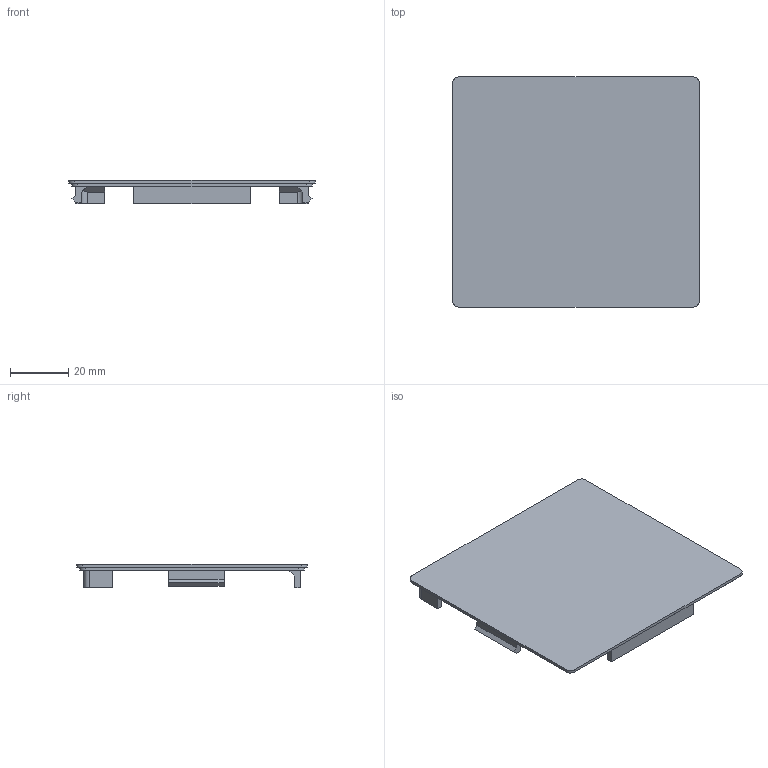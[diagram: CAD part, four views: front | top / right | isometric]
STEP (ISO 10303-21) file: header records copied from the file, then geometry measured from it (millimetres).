
FILE_DESCRIPTION(('FreeCAD Model'),'2;1');
FILE_NAME('Open CASCADE Shape Model','2024-05-15T20:23:35',(''),(''), 'Open CASCADE STEP processor 7.7','Ondsel','Unknown');
FILE_SCHEMA(('AUTOMOTIVE_DESIGN { 1 0 10303 214 1 1 1 1 }'));
Length unit declared in the file: millimetre
Products named in the file (1): Top
Bounding box: 84.6 x 79 x 8 mm (x, y, z)
Volume: 14601.6 mm3; surface area: 15356.3 mm2
Topology: 1 solids, 1 shells, 63 faces, 171 edges, 116 vertices
Faces by surface type: plane 51, cylinder 12
Entity records: 2001 total; most frequent: CARTESIAN_POINT 351, ORIENTED_EDGE 342, DIRECTION 325, EDGE_CURVE 171, LINE 145, VECTOR 145, VERTEX_POINT 116, AXIS2_PLACEMENT_3D 90
